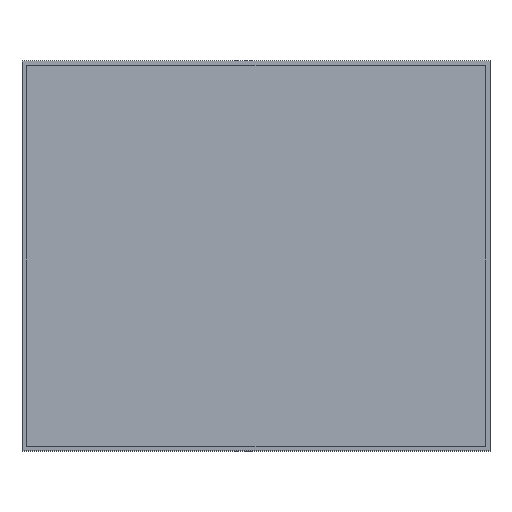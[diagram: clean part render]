
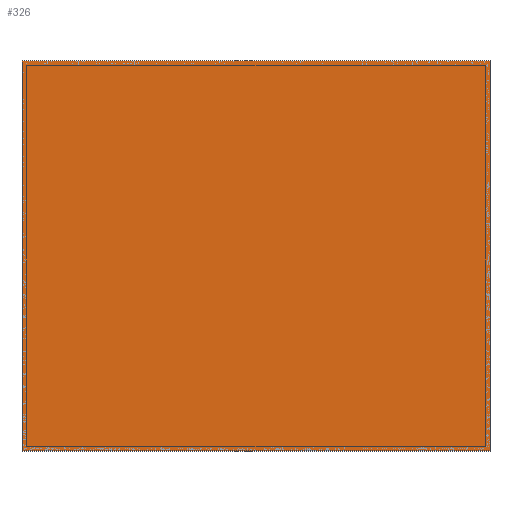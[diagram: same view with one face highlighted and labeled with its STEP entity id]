
A CAD part, top view. The second image highlights one B-rep face of the part: STEP entity #326.
In plain terms, the highlighted planar face has unit normal (0, 0, 1).
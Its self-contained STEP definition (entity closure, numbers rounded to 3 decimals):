
#8 = CARTESIAN_POINT ( 'NONE',  ( 152.4, -127., 0.635 ) ) ;
#25 = CARTESIAN_POINT ( 'NONE',  ( -152.4, -127., 0.635 ) ) ;
#32 = DIRECTION ( 'NONE',  ( -1., 0., 0. ) ) ;
#54 = EDGE_LOOP ( 'NONE', ( #376, #349, #440, #192 ) ) ;
#98 = CARTESIAN_POINT ( 'NONE',  ( 152.4, -127., 0.635 ) ) ;
#104 = AXIS2_PLACEMENT_3D ( 'NONE', #205, #209, #312 ) ;
#120 = CARTESIAN_POINT ( 'NONE',  ( -152.4, 127., 0.635 ) ) ;
#136 = PLANE ( 'NONE',  #104 ) ;
#158 = LINE ( 'NONE', #397, #464 ) ;
#181 = VECTOR ( 'NONE', #369, 1000. ) ;
#192 = ORIENTED_EDGE ( 'NONE', *, *, #339, .T. ) ;
#205 = CARTESIAN_POINT ( 'NONE',  ( 0., 0., 0.635 ) ) ;
#209 = DIRECTION ( 'NONE',  ( 0., 0., 1. ) ) ;
#217 = VECTOR ( 'NONE', #404, 1000. ) ;
#231 = VERTEX_POINT ( 'NONE', #25 ) ;
#253 = EDGE_CURVE ( 'NONE', #389, #231, #515, .T. ) ;
#261 = FACE_OUTER_BOUND ( 'NONE', #54, .T. ) ;
#271 = CARTESIAN_POINT ( 'NONE',  ( 152.4, -127., 0.635 ) ) ;
#276 = VERTEX_POINT ( 'NONE', #271 ) ;
#312 = DIRECTION ( 'NONE',  ( 1., 0., 0. ) ) ;
#320 = VECTOR ( 'NONE', #435, 1000. ) ;
#325 = CARTESIAN_POINT ( 'NONE',  ( 152.4, 127., 0.635 ) ) ;
#326 = ADVANCED_FACE ( 'NONE', ( #261 ), #136, .T. ) ;
#339 = EDGE_CURVE ( 'NONE', #510, #389, #158, .T. ) ;
#349 = ORIENTED_EDGE ( 'NONE', *, *, #522, .T. ) ;
#369 = DIRECTION ( 'NONE',  ( 1., 0., 0. ) ) ;
#376 = ORIENTED_EDGE ( 'NONE', *, *, #253, .T. ) ;
#379 = CARTESIAN_POINT ( 'NONE',  ( -152.4, -127., 0.635 ) ) ;
#389 = VERTEX_POINT ( 'NONE', #120 ) ;
#397 = CARTESIAN_POINT ( 'NONE',  ( 152.4, 127., 0.635 ) ) ;
#404 = DIRECTION ( 'NONE',  ( 0., 1., 0. ) ) ;
#407 = EDGE_CURVE ( 'NONE', #276, #510, #439, .T. ) ;
#435 = DIRECTION ( 'NONE',  ( 0., -1., 0. ) ) ;
#439 = LINE ( 'NONE', #98, #217 ) ;
#440 = ORIENTED_EDGE ( 'NONE', *, *, #407, .T. ) ;
#464 = VECTOR ( 'NONE', #32, 1000. ) ;
#472 = LINE ( 'NONE', #8, #181 ) ;
#510 = VERTEX_POINT ( 'NONE', #325 ) ;
#515 = LINE ( 'NONE', #379, #320 ) ;
#522 = EDGE_CURVE ( 'NONE', #231, #276, #472, .T. ) ;
